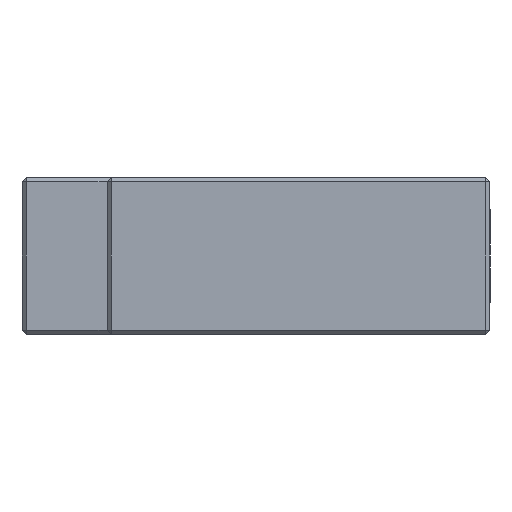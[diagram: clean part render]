
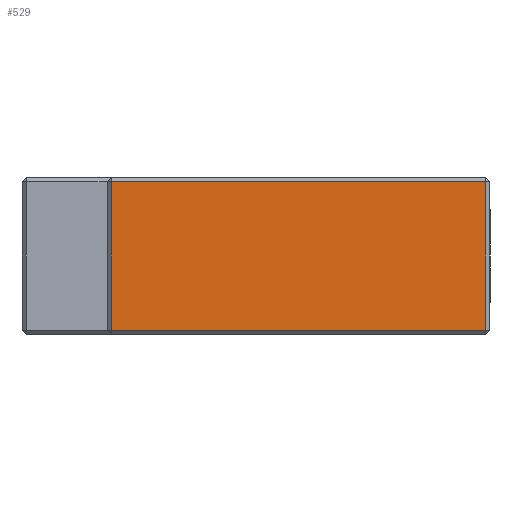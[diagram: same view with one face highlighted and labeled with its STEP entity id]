
A CAD part, left-side view. The second image highlights one B-rep face of the part: STEP entity #529.
In plain terms, the highlighted planar face has unit normal (-1, 0, 0).
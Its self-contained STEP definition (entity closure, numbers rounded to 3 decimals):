
#11 = VERTEX_POINT ( 'NONE', #626 ) ;
#23 = ORIENTED_EDGE ( 'NONE', *, *, #24, .T. ) ;
#24 = EDGE_CURVE ( 'NONE', #11, #50, #686, .T. ) ;
#38 = EDGE_CURVE ( 'NONE', #46, #11, #725, .T. ) ;
#43 = VERTEX_POINT ( 'NONE', #716 ) ;
#44 = ORIENTED_EDGE ( 'NONE', *, *, #38, .T. ) ;
#45 = EDGE_CURVE ( 'NONE', #43, #46, #771, .T. ) ;
#46 = VERTEX_POINT ( 'NONE', #767 ) ;
#47 = ORIENTED_EDGE ( 'NONE', *, *, #45, .T. ) ;
#50 = VERTEX_POINT ( 'NONE', #766 ) ;
#53 = EDGE_CURVE ( 'NONE', #50, #43, #760, .T. ) ;
#55 = ORIENTED_EDGE ( 'NONE', *, *, #53, .T. ) ;
#529 = ADVANCED_FACE ( 'NONE', ( #1961 ), #1959, .F. ) ;
#530 = EDGE_LOOP ( 'NONE', ( #55, #47, #44, #23 ) ) ;
#626 = CARTESIAN_POINT ( 'NONE',  ( -80., 89., 17.5 ) ) ;
#683 = DIRECTION ( 'NONE',  ( 0., 0., -1. ) ) ;
#684 = VECTOR ( 'NONE', #683, 1000. ) ;
#685 = CARTESIAN_POINT ( 'NONE',  ( -80., 89., 18.5 ) ) ;
#686 = LINE ( 'NONE', #685, #684 ) ;
#716 = CARTESIAN_POINT ( 'NONE',  ( -80., 1., -17.5 ) ) ;
#722 = DIRECTION ( 'NONE',  ( 0., 1., 0. ) ) ;
#723 = VECTOR ( 'NONE', #722, 1000. ) ;
#724 = CARTESIAN_POINT ( 'NONE',  ( -80., 90., 17.5 ) ) ;
#725 = LINE ( 'NONE', #724, #723 ) ;
#757 = DIRECTION ( 'NONE',  ( 0., -1., 0. ) ) ;
#758 = VECTOR ( 'NONE', #757, 1000. ) ;
#759 = CARTESIAN_POINT ( 'NONE',  ( -80., 90., -17.5 ) ) ;
#760 = LINE ( 'NONE', #759, #758 ) ;
#766 = CARTESIAN_POINT ( 'NONE',  ( -80., 89., -17.5 ) ) ;
#767 = CARTESIAN_POINT ( 'NONE',  ( -80., 1., 17.5 ) ) ;
#768 = DIRECTION ( 'NONE',  ( 0., 0., 1. ) ) ;
#769 = VECTOR ( 'NONE', #768, 1000. ) ;
#770 = CARTESIAN_POINT ( 'NONE',  ( -80., 1., 18.5 ) ) ;
#771 = LINE ( 'NONE', #770, #769 ) ;
#1955 = DIRECTION ( 'NONE',  ( 0., 1., 0. ) ) ;
#1956 = DIRECTION ( 'NONE',  ( 1., 0., 0. ) ) ;
#1957 = CARTESIAN_POINT ( 'NONE',  ( -80., 90., 18.5 ) ) ;
#1958 = AXIS2_PLACEMENT_3D ( 'NONE', #1957, #1956, #1955 ) ;
#1959 = PLANE ( 'NONE',  #1958 ) ;
#1961 = FACE_OUTER_BOUND ( 'NONE', #530, .T. ) ;
